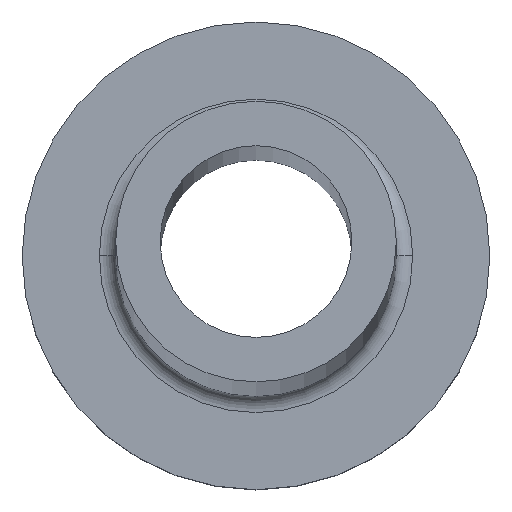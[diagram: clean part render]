
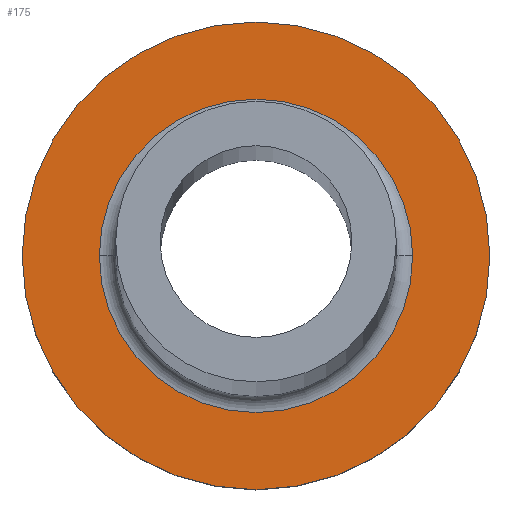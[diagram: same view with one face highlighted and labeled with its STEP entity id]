
A CAD part, top view. The second image highlights one B-rep face of the part: STEP entity #175.
In plain terms, the highlighted planar face has unit normal (0, 0, 1).
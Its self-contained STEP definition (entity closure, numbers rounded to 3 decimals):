
#7 = AXIS2_PLACEMENT_3D ( 'NONE', #82, #151, #264 ) ;
#15 = DIRECTION ( 'NONE',  ( 0., 0., 1. ) ) ;
#40 = ORIENTED_EDGE ( 'NONE', *, *, #136, .T. ) ;
#58 = CIRCLE ( 'NONE', #94, 10. ) ;
#70 = CARTESIAN_POINT ( 'NONE',  ( 0., 0., 7. ) ) ;
#71 = FACE_BOUND ( 'NONE', #160, .T. ) ;
#82 = CARTESIAN_POINT ( 'NONE',  ( 0., 0., 7. ) ) ;
#94 = AXIS2_PLACEMENT_3D ( 'NONE', #171, #246, #116 ) ;
#116 = DIRECTION ( 'NONE',  ( 1., 0., 0. ) ) ;
#130 = CARTESIAN_POINT ( 'NONE',  ( 0., 0., 7. ) ) ;
#136 = EDGE_CURVE ( 'NONE', #359, #296, #363, .T. ) ;
#149 = CARTESIAN_POINT ( 'NONE',  ( 10., 0., 7. ) ) ;
#150 = PLANE ( 'NONE',  #357 ) ;
#151 = DIRECTION ( 'NONE',  ( 0., 0., -1. ) ) ;
#160 = EDGE_LOOP ( 'NONE', ( #166, #260 ) ) ;
#166 = ORIENTED_EDGE ( 'NONE', *, *, #191, .T. ) ;
#171 = CARTESIAN_POINT ( 'NONE',  ( 0., 0., 7. ) ) ;
#173 = DIRECTION ( 'NONE',  ( 0., 0., -1. ) ) ;
#175 = ADVANCED_FACE ( 'NONE', ( #71, #298 ), #150, .T. ) ;
#177 = CARTESIAN_POINT ( 'NONE',  ( 0., 0., 7. ) ) ;
#179 = DIRECTION ( 'NONE',  ( 1., 0., 0. ) ) ;
#183 = AXIS2_PLACEMENT_3D ( 'NONE', #177, #173, #358 ) ;
#191 = EDGE_CURVE ( 'NONE', #308, #288, #295, .T. ) ;
#192 = DIRECTION ( 'NONE',  ( 1., 0., 0. ) ) ;
#220 = DIRECTION ( 'NONE',  ( 0., 0., 1. ) ) ;
#246 = DIRECTION ( 'NONE',  ( 0., 0., 1. ) ) ;
#250 = ORIENTED_EDGE ( 'NONE', *, *, #370, .T. ) ;
#257 = CARTESIAN_POINT ( 'NONE',  ( -10., 0., 7. ) ) ;
#260 = ORIENTED_EDGE ( 'NONE', *, *, #321, .T. ) ;
#264 = DIRECTION ( 'NONE',  ( 1., 0., 0. ) ) ;
#287 = CIRCLE ( 'NONE', #183, 6.7 ) ;
#288 = VERTEX_POINT ( 'NONE', #320 ) ;
#295 = CIRCLE ( 'NONE', #7, 6.7 ) ;
#296 = VERTEX_POINT ( 'NONE', #257 ) ;
#298 = FACE_OUTER_BOUND ( 'NONE', #356, .T. ) ;
#300 = AXIS2_PLACEMENT_3D ( 'NONE', #70, #220, #192 ) ;
#308 = VERTEX_POINT ( 'NONE', #334 ) ;
#320 = CARTESIAN_POINT ( 'NONE',  ( -6.7, 0., 7. ) ) ;
#321 = EDGE_CURVE ( 'NONE', #288, #308, #287, .T. ) ;
#334 = CARTESIAN_POINT ( 'NONE',  ( 6.7, 0., 7. ) ) ;
#356 = EDGE_LOOP ( 'NONE', ( #250, #40 ) ) ;
#357 = AXIS2_PLACEMENT_3D ( 'NONE', #130, #15, #179 ) ;
#358 = DIRECTION ( 'NONE',  ( 1., 0., 0. ) ) ;
#359 = VERTEX_POINT ( 'NONE', #149 ) ;
#363 = CIRCLE ( 'NONE', #300, 10. ) ;
#370 = EDGE_CURVE ( 'NONE', #296, #359, #58, .T. ) ;
